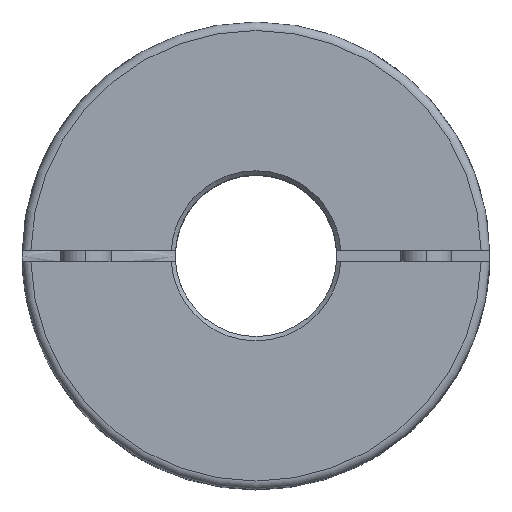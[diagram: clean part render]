
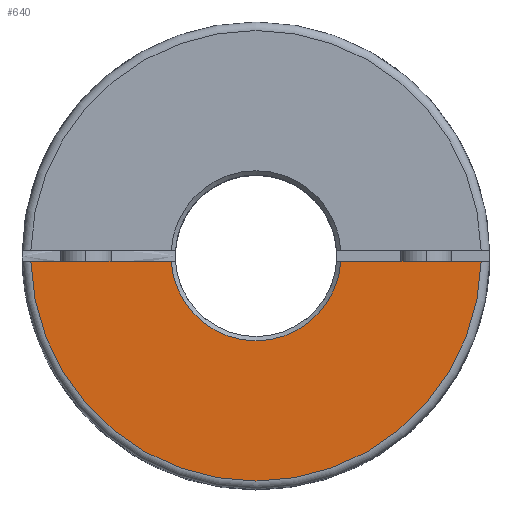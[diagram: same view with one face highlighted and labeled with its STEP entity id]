
A CAD part, top view. The second image highlights one B-rep face of the part: STEP entity #640.
In plain terms, the highlighted planar face has unit normal (0, 0, 1).
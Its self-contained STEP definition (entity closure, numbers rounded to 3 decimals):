
#190 = AXIS2_PLACEMENT_3D ( 'NONE', #7489, #1889, #1929 ) ;
#634 = EDGE_CURVE ( 'NONE', #1118, #6885, #2018, .T. ) ;
#640 = ADVANCED_FACE ( 'NONE', ( #5611 ), #5004, .T. ) ;
#1118 = VERTEX_POINT ( 'NONE', #3847 ) ;
#1216 = DIRECTION ( 'NONE',  ( 1., 0., 0. ) ) ;
#1614 = ORIENTED_EDGE ( 'NONE', *, *, #1849, .T. ) ;
#1813 = ORIENTED_EDGE ( 'NONE', *, *, #5928, .T. ) ;
#1816 = LINE ( 'NONE', #7613, #7317 ) ;
#1849 = EDGE_CURVE ( 'NONE', #6885, #4502, #5436, .T. ) ;
#1889 = DIRECTION ( 'NONE',  ( 0., 0., 1. ) ) ;
#1911 = AXIS2_PLACEMENT_3D ( 'NONE', #4155, #7999, #1216 ) ;
#1929 = DIRECTION ( 'NONE',  ( 1., 0., 0. ) ) ;
#1960 = ORIENTED_EDGE ( 'NONE', *, *, #5625, .T. ) ;
#2018 = LINE ( 'NONE', #5168, #5137 ) ;
#2463 = CARTESIAN_POINT ( 'NONE',  ( 26.492, -0.65, 23. ) ) ;
#2627 = CIRCLE ( 'NONE', #4711, 10. ) ;
#2669 = DIRECTION ( 'NONE',  ( -1., 0., 0. ) ) ;
#3070 = CARTESIAN_POINT ( 'NONE',  ( 0., 0., 23. ) ) ;
#3847 = CARTESIAN_POINT ( 'NONE',  ( -9.979, -0.65, 23. ) ) ;
#4155 = CARTESIAN_POINT ( 'NONE',  ( 0., 0., 23. ) ) ;
#4502 = VERTEX_POINT ( 'NONE', #2463 ) ;
#4533 = ORIENTED_EDGE ( 'NONE', *, *, #634, .T. ) ;
#4711 = AXIS2_PLACEMENT_3D ( 'NONE', #3070, #7438, #7932 ) ;
#5004 = PLANE ( 'NONE',  #190 ) ;
#5137 = VECTOR ( 'NONE', #7662, 1000. ) ;
#5168 = CARTESIAN_POINT ( 'NONE',  ( 0., -0.65, 23. ) ) ;
#5436 = CIRCLE ( 'NONE', #1911, 26.5 ) ;
#5611 = FACE_OUTER_BOUND ( 'NONE', #6027, .T. ) ;
#5625 = EDGE_CURVE ( 'NONE', #4502, #6837, #1816, .T. ) ;
#5928 = EDGE_CURVE ( 'NONE', #6837, #1118, #2627, .T. ) ;
#6027 = EDGE_LOOP ( 'NONE', ( #1614, #1960, #1813, #4533 ) ) ;
#6601 = CARTESIAN_POINT ( 'NONE',  ( 9.979, -0.65, 23. ) ) ;
#6837 = VERTEX_POINT ( 'NONE', #6601 ) ;
#6885 = VERTEX_POINT ( 'NONE', #7908 ) ;
#7317 = VECTOR ( 'NONE', #2669, 1000. ) ;
#7438 = DIRECTION ( 'NONE',  ( 0., 0., -1. ) ) ;
#7489 = CARTESIAN_POINT ( 'NONE',  ( 0., 0., 23. ) ) ;
#7613 = CARTESIAN_POINT ( 'NONE',  ( 0., -0.65, 23. ) ) ;
#7662 = DIRECTION ( 'NONE',  ( -1., 0., 0. ) ) ;
#7908 = CARTESIAN_POINT ( 'NONE',  ( -26.492, -0.65, 23. ) ) ;
#7932 = DIRECTION ( 'NONE',  ( 1., 0., 0. ) ) ;
#7999 = DIRECTION ( 'NONE',  ( 0., 0., 1. ) ) ;
